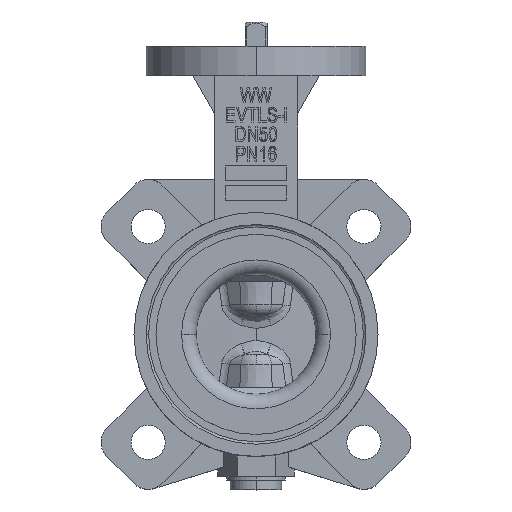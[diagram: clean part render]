
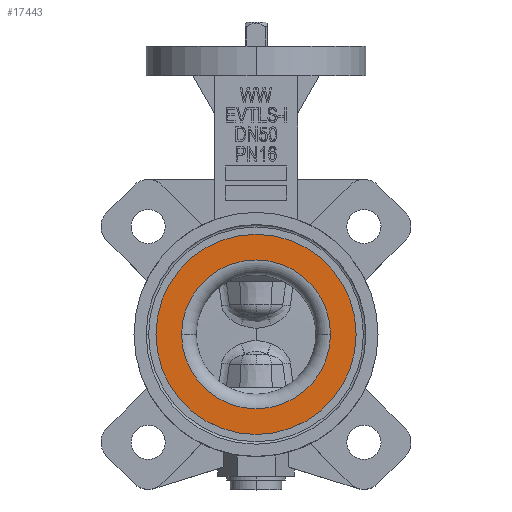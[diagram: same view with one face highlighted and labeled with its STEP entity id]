
A CAD part, top view. The second image highlights one B-rep face of the part: STEP entity #17443.
In plain terms, the highlighted planar face has unit normal (0, 0, 1).
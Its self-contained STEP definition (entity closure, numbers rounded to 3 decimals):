
#8 = AXIS2_PLACEMENT_3D ( 'NONE', #12943, #8645, #2955 ) ;
#405 = ORIENTED_EDGE ( 'NONE', *, *, #5551, .T. ) ;
#956 = AXIS2_PLACEMENT_3D ( 'NONE', #9421, #12290, #5187 ) ;
#1342 = FACE_BOUND ( 'NONE', #2816, .T. ) ;
#2816 = EDGE_LOOP ( 'NONE', ( #11473, #11279 ) ) ;
#2955 = DIRECTION ( 'NONE',  ( -1., 0., 0. ) ) ;
#3232 = CARTESIAN_POINT ( 'NONE',  ( 0., 0., 22.5 ) ) ;
#3966 = EDGE_CURVE ( 'NONE', #5674, #18280, #13183, .T. ) ;
#4043 = CIRCLE ( 'NONE', #956, 30.5 ) ;
#4931 = CARTESIAN_POINT ( 'NONE',  ( -41., 0., 22.5 ) ) ;
#5187 = DIRECTION ( 'NONE',  ( 1., 0., 0. ) ) ;
#5350 = ORIENTED_EDGE ( 'NONE', *, *, #11818, .T. ) ;
#5551 = EDGE_CURVE ( 'NONE', #9247, #12487, #5579, .T. ) ;
#5579 = CIRCLE ( 'NONE', #7304, 41. ) ;
#5674 = VERTEX_POINT ( 'NONE', #6353 ) ;
#6353 = CARTESIAN_POINT ( 'NONE',  ( -30.5, 0., 22.5 ) ) ;
#6988 = DIRECTION ( 'NONE',  ( 1., 0., 0. ) ) ;
#7304 = AXIS2_PLACEMENT_3D ( 'NONE', #3232, #7425, #9103 ) ;
#7425 = DIRECTION ( 'NONE',  ( 0., 0., 1. ) ) ;
#8645 = DIRECTION ( 'NONE',  ( 0., 0., -1. ) ) ;
#9041 = CARTESIAN_POINT ( 'NONE',  ( 41., 0., 22.5 ) ) ;
#9103 = DIRECTION ( 'NONE',  ( 1., 0., 0. ) ) ;
#9247 = VERTEX_POINT ( 'NONE', #9041 ) ;
#9421 = CARTESIAN_POINT ( 'NONE',  ( 0., 0., 22.5 ) ) ;
#10423 = CIRCLE ( 'NONE', #14811, 41. ) ;
#11184 = DIRECTION ( 'NONE',  ( 1., 0., 0. ) ) ;
#11279 = ORIENTED_EDGE ( 'NONE', *, *, #3966, .F. ) ;
#11473 = ORIENTED_EDGE ( 'NONE', *, *, #17007, .F. ) ;
#11818 = EDGE_CURVE ( 'NONE', #12487, #9247, #10423, .T. ) ;
#12290 = DIRECTION ( 'NONE',  ( 0., 0., 1. ) ) ;
#12487 = VERTEX_POINT ( 'NONE', #4931 ) ;
#12656 = DIRECTION ( 'NONE',  ( 0., 0., 1. ) ) ;
#12943 = CARTESIAN_POINT ( 'NONE',  ( 0., 30.5, 22.5 ) ) ;
#13142 = AXIS2_PLACEMENT_3D ( 'NONE', #13989, #17279, #11184 ) ;
#13183 = CIRCLE ( 'NONE', #13142, 30.5 ) ;
#13989 = CARTESIAN_POINT ( 'NONE',  ( 0., 0., 22.5 ) ) ;
#14633 = CARTESIAN_POINT ( 'NONE',  ( 30.5, 0., 22.5 ) ) ;
#14811 = AXIS2_PLACEMENT_3D ( 'NONE', #16876, #12656, #6988 ) ;
#14815 = EDGE_LOOP ( 'NONE', ( #405, #5350 ) ) ;
#15968 = PLANE ( 'NONE',  #8 ) ;
#16801 = FACE_OUTER_BOUND ( 'NONE', #14815, .T. ) ;
#16876 = CARTESIAN_POINT ( 'NONE',  ( 0., 0., 22.5 ) ) ;
#17007 = EDGE_CURVE ( 'NONE', #18280, #5674, #4043, .T. ) ;
#17279 = DIRECTION ( 'NONE',  ( 0., 0., 1. ) ) ;
#17443 = ADVANCED_FACE ( 'NONE', ( #1342, #16801 ), #15968, .F. ) ;
#18280 = VERTEX_POINT ( 'NONE', #14633 ) ;
